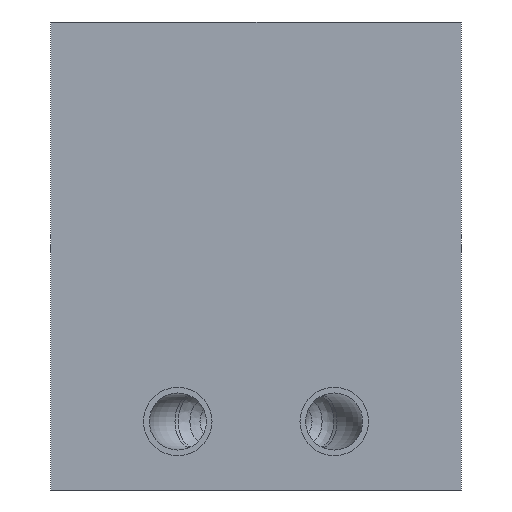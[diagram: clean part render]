
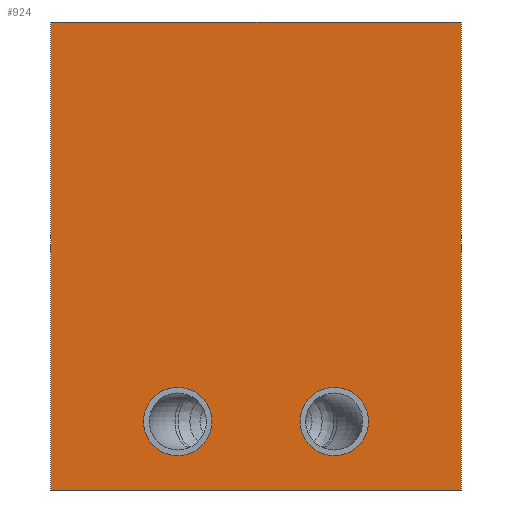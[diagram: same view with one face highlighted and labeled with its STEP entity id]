
A CAD part, left-side view. The second image highlights one B-rep face of the part: STEP entity #924.
In plain terms, the highlighted planar face has unit normal (-1, 0, 0).
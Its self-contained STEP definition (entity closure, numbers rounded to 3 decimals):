
#92=FACE_BOUND('',#170,.T.);
#93=FACE_BOUND('',#171,.T.);
#100=PLANE('',#1000);
#114=FACE_OUTER_BOUND('',#169,.T.);
#169=EDGE_LOOP('',(#630,#631,#632,#633));
#170=EDGE_LOOP('',(#634));
#171=EDGE_LOOP('',(#635));
#225=LINE('',#1383,#255);
#233=LINE('',#1411,#263);
#234=LINE('',#1413,#264);
#235=LINE('',#1414,#265);
#255=VECTOR('',#1117,10.);
#263=VECTOR('',#1147,10.);
#264=VECTOR('',#1148,10.);
#265=VECTOR('',#1149,10.);
#286=CIRCLE('',#995,3.);
#288=CIRCLE('',#998,3.);
#361=VERTEX_POINT('',#1380);
#362=VERTEX_POINT('',#1382);
#367=VERTEX_POINT('',#1398);
#369=VERTEX_POINT('',#1404);
#371=VERTEX_POINT('',#1410);
#372=VERTEX_POINT('',#1412);
#460=EDGE_CURVE('',#361,#362,#225,.T.);
#468=EDGE_CURVE('',#367,#367,#286,.T.);
#471=EDGE_CURVE('',#369,#369,#288,.T.);
#474=EDGE_CURVE('',#371,#361,#233,.T.);
#475=EDGE_CURVE('',#371,#372,#234,.T.);
#476=EDGE_CURVE('',#372,#362,#235,.T.);
#630=ORIENTED_EDGE('',*,*,#474,.F.);
#631=ORIENTED_EDGE('',*,*,#475,.T.);
#632=ORIENTED_EDGE('',*,*,#476,.T.);
#633=ORIENTED_EDGE('',*,*,#460,.F.);
#634=ORIENTED_EDGE('',*,*,#471,.T.);
#635=ORIENTED_EDGE('',*,*,#468,.T.);
#924=ADVANCED_FACE('',(#114,#92,#93),#100,.T.);
#995=AXIS2_PLACEMENT_3D('',#1399,#1133,#1134);
#998=AXIS2_PLACEMENT_3D('',#1405,#1140,#1141);
#1000=AXIS2_PLACEMENT_3D('',#1409,#1145,#1146);
#1117=DIRECTION('',(0.,-1.,0.));
#1133=DIRECTION('center_axis',(1.,0.,0.));
#1134=DIRECTION('ref_axis',(0.,-1.,0.));
#1140=DIRECTION('center_axis',(1.,0.,0.));
#1141=DIRECTION('ref_axis',(0.,-1.,0.));
#1145=DIRECTION('center_axis',(-1.,0.,0.));
#1146=DIRECTION('ref_axis',(0.,-1.,0.));
#1147=DIRECTION('',(0.,0.,1.));
#1148=DIRECTION('',(0.,-1.,0.));
#1149=DIRECTION('',(0.,0.,1.));
#1380=CARTESIAN_POINT('',(-20.,8.,25.));
#1382=CARTESIAN_POINT('',(-20.,-28.,25.));
#1383=CARTESIAN_POINT('',(-20.,8.,25.));
#1398=CARTESIAN_POINT('',(-20.,-13.852,-10.));
#1399=CARTESIAN_POINT('Origin',(-20.,-16.852,-10.));
#1404=CARTESIAN_POINT('',(-20.,-0.148,-10.));
#1405=CARTESIAN_POINT('Origin',(-20.,-3.148,-10.));
#1409=CARTESIAN_POINT('Origin',(-20.,-10.,2.));
#1410=CARTESIAN_POINT('',(-20.,8.,-16.));
#1411=CARTESIAN_POINT('',(-20.,8.,20.));
#1412=CARTESIAN_POINT('',(-20.,-28.,-16.));
#1413=CARTESIAN_POINT('',(-20.,8.,-16.));
#1414=CARTESIAN_POINT('',(-20.,-28.,-16.));
